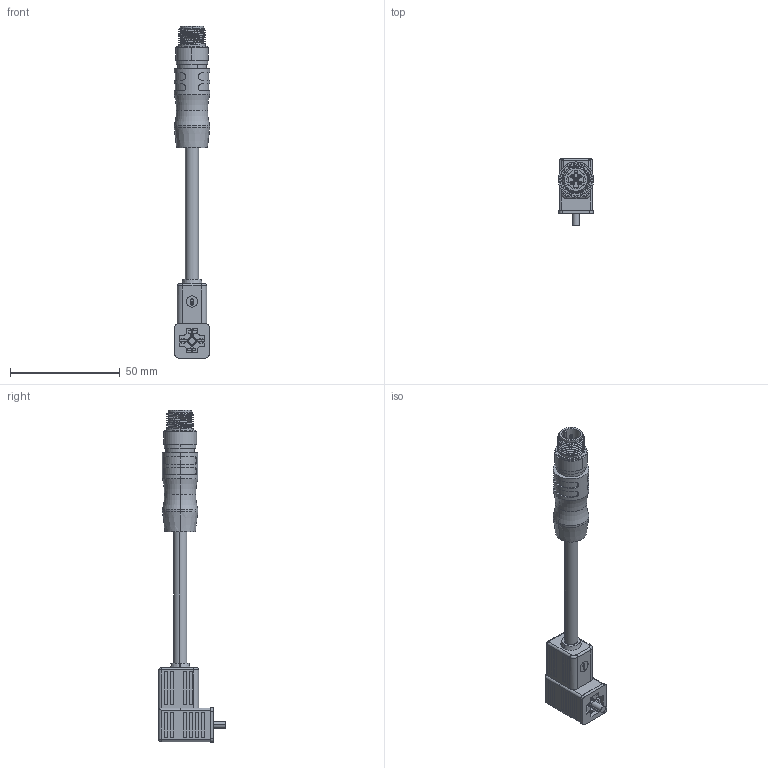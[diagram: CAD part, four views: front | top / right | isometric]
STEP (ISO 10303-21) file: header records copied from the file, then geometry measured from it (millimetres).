
FILE_DESCRIPTION (( 'STEP AP203' ), '1' );
FILE_NAME ('VC21-024-M12-2M.STEP', '2025-04-10T03:01:10', ( '' ), ( '' ), 'SwSTEP 2.0', 'SolidWorks 2018', '' );
FILE_SCHEMA (( 'CONFIG_CONTROL_DESIGN' ));
Length unit declared in the file: millimetre
Products named in the file (1): VC21-024-M12-2M
Bounding box: 16.2 x 30.4 x 151.2 mm (x, y, z)
Volume: 20796 mm3; surface area: 11915.1 mm2
Topology: 6 solids, 20 shells, 794 faces, 2032 edges, 1330 vertices
Faces by surface type: plane 437, cylinder 279, bspline 28, cone 25, sphere 15, torus 10
Entity records: 28592 total; most frequent: CARTESIAN_POINT 9220, ORIENTED_EDGE 4030, DIRECTION 3935, EDGE_CURVE 2015, AXIS2_PLACEMENT_3D 1346, VERTEX_POINT 1325, VECTOR 1243, LINE 1243
